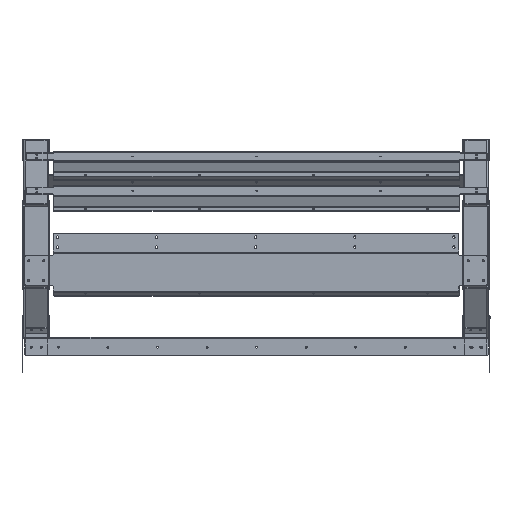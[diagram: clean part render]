
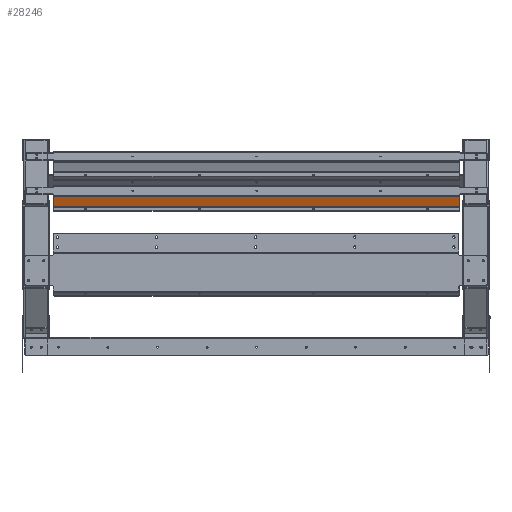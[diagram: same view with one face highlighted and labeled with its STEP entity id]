
A CAD part, front view. The second image highlights one B-rep face of the part: STEP entity #28246.
In plain terms, the highlighted planar face has unit normal (0, -0.94, -0.342).
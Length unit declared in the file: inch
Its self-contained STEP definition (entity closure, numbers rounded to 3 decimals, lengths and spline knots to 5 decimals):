
#15 = LINE ( 'NONE', #14937, #25077 ) ;
#2357 = VECTOR ( 'NONE', #10642, 39.37008 ) ;
#4045 = CARTESIAN_POINT ( 'NONE',  ( 58.70202, -64.22488, 58.56137 ) ) ;
#4236 = CARTESIAN_POINT ( 'NONE',  ( 17.70202, -64.22488, 58.56137 ) ) ;
#4837 = VERTEX_POINT ( 'NONE', #4045 ) ;
#5289 = VERTEX_POINT ( 'NONE', #10028 ) ;
#7964 = DIRECTION ( 'NONE',  ( -1., 0., 0. ) ) ;
#9856 = EDGE_LOOP ( 'NONE', ( #11033, #21413, #10797, #21907 ) ) ;
#10028 = CARTESIAN_POINT ( 'NONE',  ( 58.70202, -64.58571, 59.55275 ) ) ;
#10642 = DIRECTION ( 'NONE',  ( 1., 0., 0. ) ) ;
#10797 = ORIENTED_EDGE ( 'NONE', *, *, #47000, .F. ) ;
#11033 = ORIENTED_EDGE ( 'NONE', *, *, #46165, .F. ) ;
#12701 = VERTEX_POINT ( 'NONE', #4236 ) ;
#14116 = CARTESIAN_POINT ( 'NONE',  ( 38.20202, -64.58571, 59.55275 ) ) ;
#14937 = CARTESIAN_POINT ( 'NONE',  ( 58.70202, -64.58571, 59.55275 ) ) ;
#16483 = DIRECTION ( 'NONE',  ( 0., -0.342, 0.94 ) ) ;
#19713 = FACE_OUTER_BOUND ( 'NONE', #9856, .T. ) ;
#20156 = LINE ( 'NONE', #35191, #29798 ) ;
#20887 = CARTESIAN_POINT ( 'NONE',  ( 38.20202, -64.59597, 59.58094 ) ) ;
#21262 = VECTOR ( 'NONE', #7964, 39.37008 ) ;
#21413 = ORIENTED_EDGE ( 'NONE', *, *, #43334, .F. ) ;
#21907 = ORIENTED_EDGE ( 'NONE', *, *, #31874, .F. ) ;
#25077 = VECTOR ( 'NONE', #26276, 39.37008 ) ;
#26276 = DIRECTION ( 'NONE',  ( 0., 0.342, -0.94 ) ) ;
#28246 = ADVANCED_FACE ( 'NONE', ( #19713 ), #34728, .F. ) ;
#29798 = VECTOR ( 'NONE', #45925, 39.37008 ) ;
#31874 = EDGE_CURVE ( 'NONE', #48373, #5289, #48275, .T. ) ;
#34728 = PLANE ( 'NONE',  #39105 ) ;
#35191 = CARTESIAN_POINT ( 'NONE',  ( 17.70202, -64.22488, 58.56137 ) ) ;
#37785 = CARTESIAN_POINT ( 'NONE',  ( 17.70202, -64.58571, 59.55275 ) ) ;
#39105 = AXIS2_PLACEMENT_3D ( 'NONE', #20887, #39407, #16483 ) ;
#39407 = DIRECTION ( 'NONE',  ( 0., 0.94, 0.342 ) ) ;
#41890 = CARTESIAN_POINT ( 'NONE',  ( 38.20202, -64.22488, 58.56137 ) ) ;
#43334 = EDGE_CURVE ( 'NONE', #4837, #12701, #46112, .T. ) ;
#45925 = DIRECTION ( 'NONE',  ( 0., -0.342, 0.94 ) ) ;
#46112 = LINE ( 'NONE', #41890, #21262 ) ;
#46165 = EDGE_CURVE ( 'NONE', #12701, #48373, #20156, .T. ) ;
#47000 = EDGE_CURVE ( 'NONE', #5289, #4837, #15, .T. ) ;
#48275 = LINE ( 'NONE', #14116, #2357 ) ;
#48373 = VERTEX_POINT ( 'NONE', #37785 ) ;
